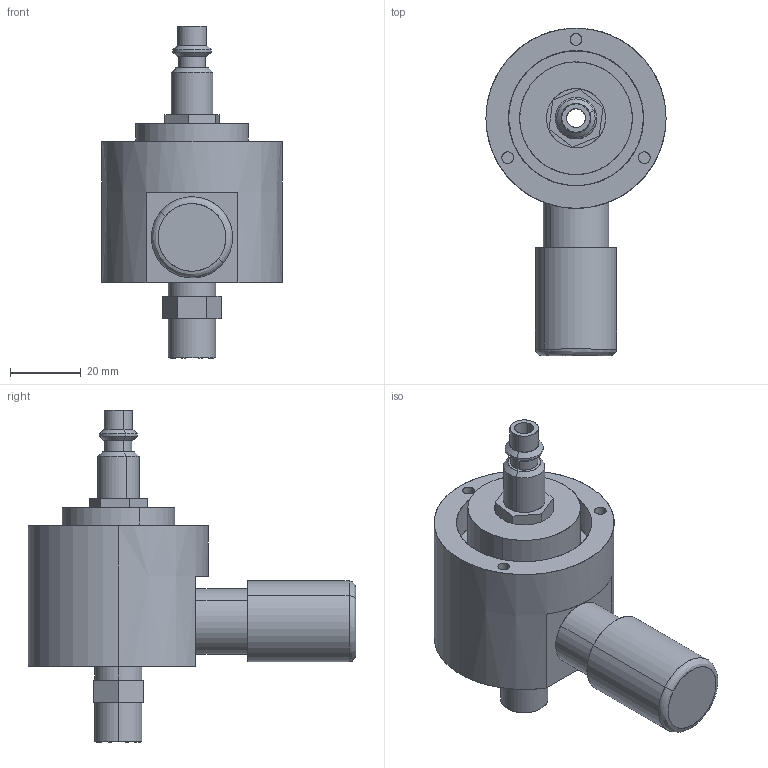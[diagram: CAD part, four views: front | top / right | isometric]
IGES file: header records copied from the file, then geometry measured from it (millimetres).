
Start section: SolidWorks IGES file using analytic representation for surfaces
Global section: file name: air eject.IGS; native system: SolidWorks 2011; preprocessor: SolidWorks 2011; author: tom; date: 120326.113951; units: inch
Bounding box: 50.8 x 92.33 x 93.59 mm (x, y, z)
Surface area: 30421.8 mm2 (no closed solid volume)
Topology: 0 solids, 0 shells, 100 faces, 2171 edges, 2171 vertices
Faces by surface type: revolution 56, bspline 44
